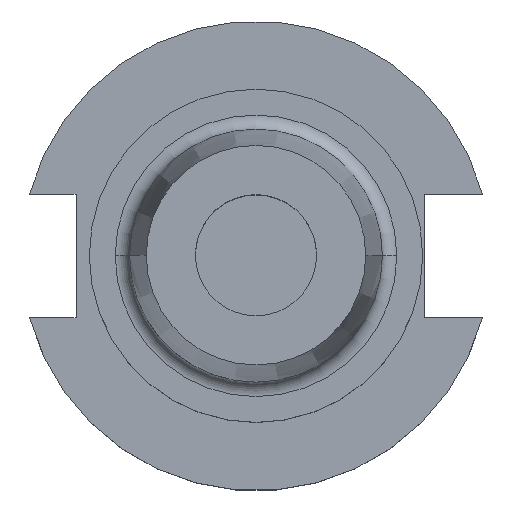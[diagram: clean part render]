
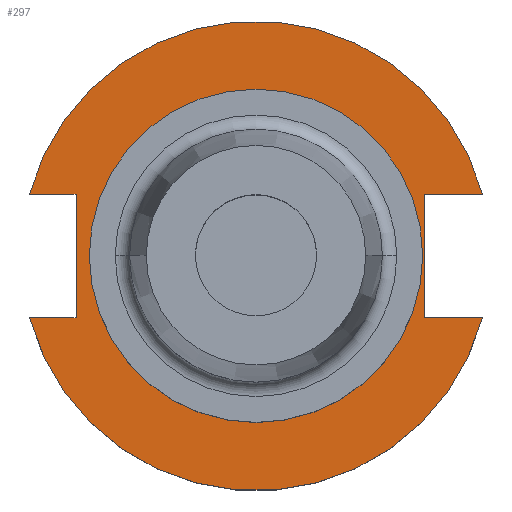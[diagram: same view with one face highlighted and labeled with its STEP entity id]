
A CAD part, top view. The second image highlights one B-rep face of the part: STEP entity #297.
In plain terms, the highlighted planar face has unit normal (0, 0, 1).
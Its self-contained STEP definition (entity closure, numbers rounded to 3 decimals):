
#3 = VERTEX_POINT ( 'NONE', #718 ) ;
#22 = ORIENTED_EDGE ( 'NONE', *, *, #1640, .F. ) ;
#29 = DIRECTION ( 'NONE',  ( 0., 0., 1. ) ) ;
#48 = VERTEX_POINT ( 'NONE', #871 ) ;
#84 = VERTEX_POINT ( 'NONE', #738 ) ;
#98 = VECTOR ( 'NONE', #696, 1000. ) ;
#109 = CARTESIAN_POINT ( 'NONE',  ( -34.925, 0., 19.05 ) ) ;
#160 = ORIENTED_EDGE ( 'NONE', *, *, #681, .F. ) ;
#171 = ORIENTED_EDGE ( 'NONE', *, *, #1037, .F. ) ;
#199 = VERTEX_POINT ( 'NONE', #1330 ) ;
#265 = VERTEX_POINT ( 'NONE', #109 ) ;
#297 = ADVANCED_FACE ( 'NONE', ( #841, #1031 ), #1520, .T. ) ;
#363 = VECTOR ( 'NONE', #1581, 1000. ) ;
#382 = DIRECTION ( 'NONE',  ( 1., 0., 0. ) ) ;
#427 = ORIENTED_EDGE ( 'NONE', *, *, #1653, .F. ) ;
#429 = VERTEX_POINT ( 'NONE', #1086 ) ;
#439 = CARTESIAN_POINT ( 'NONE',  ( 35.306, 12.954, 19.05 ) ) ;
#453 = CARTESIAN_POINT ( 'NONE',  ( 0., 0., 19.05 ) ) ;
#494 = CARTESIAN_POINT ( 'NONE',  ( 35.306, 12.954, 19.05 ) ) ;
#497 = ORIENTED_EDGE ( 'NONE', *, *, #1558, .F. ) ;
#510 = EDGE_CURVE ( 'NONE', #429, #1311, #1714, .T. ) ;
#511 = VECTOR ( 'NONE', #1261, 1000. ) ;
#540 = VECTOR ( 'NONE', #1271, 1000. ) ;
#555 = EDGE_CURVE ( 'NONE', #3, #84, #1284, .T. ) ;
#578 = AXIS2_PLACEMENT_3D ( 'NONE', #1391, #29, #992 ) ;
#579 = LINE ( 'NONE', #1269, #540 ) ;
#595 = LINE ( 'NONE', #439, #98 ) ;
#606 = ORIENTED_EDGE ( 'NONE', *, *, #555, .T. ) ;
#616 = CARTESIAN_POINT ( 'NONE',  ( 35.306, -12.954, 19.05 ) ) ;
#642 = VERTEX_POINT ( 'NONE', #494 ) ;
#651 = DIRECTION ( 'NONE',  ( -1., 0., 0. ) ) ;
#677 = CARTESIAN_POINT ( 'NONE',  ( -37.719, 12.954, 19.05 ) ) ;
#681 = EDGE_CURVE ( 'NONE', #48, #265, #784, .T. ) ;
#695 = EDGE_CURVE ( 'NONE', #265, #48, #1499, .T. ) ;
#696 = DIRECTION ( 'NONE',  ( 0., -1., 0. ) ) ;
#718 = CARTESIAN_POINT ( 'NONE',  ( 47.477, 12.954, 19.05 ) ) ;
#738 = CARTESIAN_POINT ( 'NONE',  ( -47.477, 12.954, 19.05 ) ) ;
#743 = VERTEX_POINT ( 'NONE', #616 ) ;
#763 = LINE ( 'NONE', #677, #363 ) ;
#784 = CIRCLE ( 'NONE', #872, 34.925 ) ;
#823 = ORIENTED_EDGE ( 'NONE', *, *, #695, .F. ) ;
#833 = DIRECTION ( 'NONE',  ( 0., 0., 1. ) ) ;
#841 = FACE_BOUND ( 'NONE', #1570, .T. ) ;
#865 = DIRECTION ( 'NONE',  ( 1., 0., 0. ) ) ;
#869 = LINE ( 'NONE', #1618, #511 ) ;
#871 = CARTESIAN_POINT ( 'NONE',  ( 34.925, 0., 19.05 ) ) ;
#872 = AXIS2_PLACEMENT_3D ( 'NONE', #1518, #1489, #1477 ) ;
#875 = ORIENTED_EDGE ( 'NONE', *, *, #510, .T. ) ;
#886 = CARTESIAN_POINT ( 'NONE',  ( 0., 0., 19.05 ) ) ;
#903 = EDGE_LOOP ( 'NONE', ( #875, #497, #427, #22, #606, #920, #171, #1042 ) ) ;
#920 = ORIENTED_EDGE ( 'NONE', *, *, #1235, .F. ) ;
#949 = EDGE_CURVE ( 'NONE', #429, #199, #579, .T. ) ;
#987 = DIRECTION ( 'NONE',  ( 1., 0., 0. ) ) ;
#992 = DIRECTION ( 'NONE',  ( 1., 0., 0. ) ) ;
#996 = DIRECTION ( 'NONE',  ( 0., 0., 1. ) ) ;
#1002 = VECTOR ( 'NONE', #382, 1000. ) ;
#1031 = FACE_OUTER_BOUND ( 'NONE', #903, .T. ) ;
#1037 = EDGE_CURVE ( 'NONE', #199, #1363, #763, .T. ) ;
#1042 = ORIENTED_EDGE ( 'NONE', *, *, #949, .F. ) ;
#1047 = AXIS2_PLACEMENT_3D ( 'NONE', #453, #996, #987 ) ;
#1086 = CARTESIAN_POINT ( 'NONE',  ( -47.477, -12.954, 19.05 ) ) ;
#1136 = CARTESIAN_POINT ( 'NONE',  ( 47.477, -12.954, 19.05 ) ) ;
#1188 = VECTOR ( 'NONE', #651, 1000. ) ;
#1235 = EDGE_CURVE ( 'NONE', #1363, #84, #1496, .T. ) ;
#1261 = DIRECTION ( 'NONE',  ( -1., 0., 0. ) ) ;
#1269 = CARTESIAN_POINT ( 'NONE',  ( -63.719, -12.954, 19.05 ) ) ;
#1271 = DIRECTION ( 'NONE',  ( 1., 0., 0. ) ) ;
#1284 = CIRCLE ( 'NONE', #1700, 49.212 ) ;
#1311 = VERTEX_POINT ( 'NONE', #1136 ) ;
#1330 = CARTESIAN_POINT ( 'NONE',  ( -37.719, -12.954, 19.05 ) ) ;
#1336 = DIRECTION ( 'NONE',  ( 1., 0., 0. ) ) ;
#1359 = DIRECTION ( 'NONE',  ( 0., 0., 1. ) ) ;
#1363 = VERTEX_POINT ( 'NONE', #1688 ) ;
#1391 = CARTESIAN_POINT ( 'NONE',  ( 0., 49.212, 19.05 ) ) ;
#1401 = CARTESIAN_POINT ( 'NONE',  ( 0., 0., 19.05 ) ) ;
#1468 = CARTESIAN_POINT ( 'NONE',  ( -63.719, 12.954, 19.05 ) ) ;
#1477 = DIRECTION ( 'NONE',  ( 1., 0., 0. ) ) ;
#1489 = DIRECTION ( 'NONE',  ( 0., 0., 1. ) ) ;
#1496 = LINE ( 'NONE', #1468, #1188 ) ;
#1499 = CIRCLE ( 'NONE', #1047, 34.925 ) ;
#1518 = CARTESIAN_POINT ( 'NONE',  ( 0., 0., 19.05 ) ) ;
#1520 = PLANE ( 'NONE',  #578 ) ;
#1526 = AXIS2_PLACEMENT_3D ( 'NONE', #1401, #1359, #1336 ) ;
#1558 = EDGE_CURVE ( 'NONE', #743, #1311, #1695, .T. ) ;
#1570 = EDGE_LOOP ( 'NONE', ( #160, #823 ) ) ;
#1574 = CARTESIAN_POINT ( 'NONE',  ( 35.306, -12.954, 19.05 ) ) ;
#1581 = DIRECTION ( 'NONE',  ( 0., 1., 0. ) ) ;
#1618 = CARTESIAN_POINT ( 'NONE',  ( 35.306, 12.954, 19.05 ) ) ;
#1640 = EDGE_CURVE ( 'NONE', #3, #642, #869, .T. ) ;
#1653 = EDGE_CURVE ( 'NONE', #642, #743, #595, .T. ) ;
#1688 = CARTESIAN_POINT ( 'NONE',  ( -37.719, 12.954, 19.05 ) ) ;
#1695 = LINE ( 'NONE', #1574, #1002 ) ;
#1700 = AXIS2_PLACEMENT_3D ( 'NONE', #886, #833, #865 ) ;
#1714 = CIRCLE ( 'NONE', #1526, 49.212 ) ;
